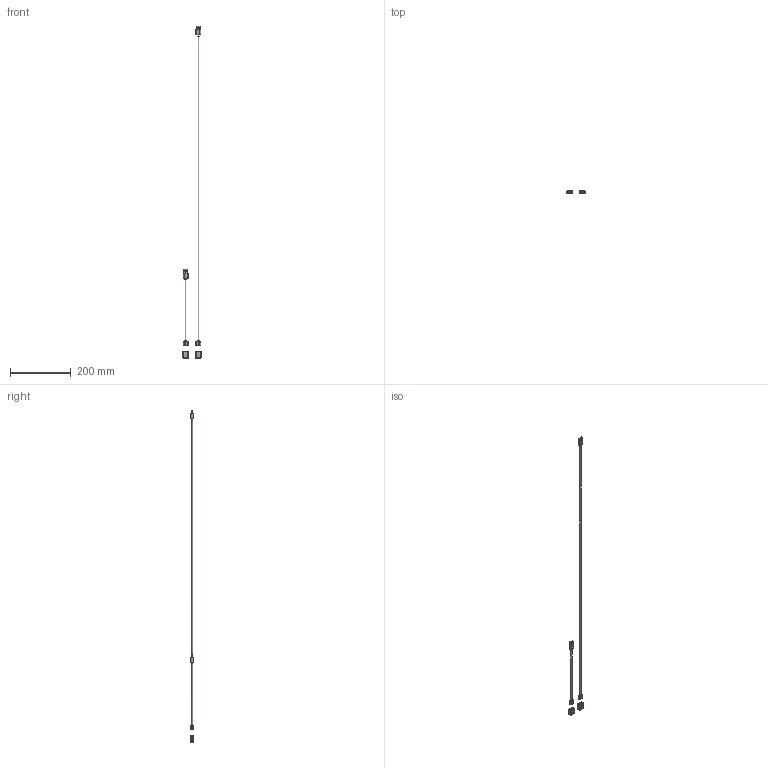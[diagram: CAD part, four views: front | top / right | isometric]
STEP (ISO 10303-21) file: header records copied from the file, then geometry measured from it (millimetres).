
FILE_DESCRIPTION(/* description */ (''),/* implementation_level */ '2;1');
FILE_NAME(/* name */ '4Pin 2.54mmPH runway male_female magnetic connector with USB-Female adapter.stp',/* time_stamp */ '2021-05-26T15:33:21+08:00',/* author */ (''),/* organization */ (''),/* preprocessor_version */ 'ST-DEVELOPER v16.7',/* originating_system */ 'SIEMENS PLM Software NX 12.0',/* authorisation */ '');
FILE_SCHEMA (('AP203_CONFIGURATION_CONTROLLED_3D_DESIGN_OF_MECHANICAL_PARTS_AND_ASSEMBLIES_MIM_LF { 1 0 10303 403 2 1 2}'));
Products named in the file (16): Out mold; In mold; usb_20_step; overmold; Housing (2); MAGNET; 50u_ PIN (6) (4); Housing - 2; MAGNET - 2; pogo pin; Cable2; Cable1; female connector; overmold-KEY 2; male connector; 4Pin 2.54mmPH runway male_female magnetic connector_20200730__线端_
母端_stp_stp
Assembly tree (23 placements, depth 4):
  4Pin 2.54mmPH runway male_female magnetic connector_20200730__线端_
母端_stp_stp
    male connector  x2
      pogo pin
      MAGNET - 2
      Housing - 2
      overmold-KEY 2
        In mold
        Out mold
    female connector  x2
      50u_ PIN (6) (4)
      MAGNET
      Housing (2)
      overmold
      usb_20_step
    Cable1
    Cable2
Bounding box: 59.7 x 9.34 x 1091.21 mm (x, y, z)
Volume: 24103.2 mm3; surface area: 36415.2 mm2
Topology: 58 solids, 60 shells, 3028 faces, 8016 edges, 5202 vertices
Faces by surface type: plane 1496, cylinder 1174, torus 234, cone 60, sphere 48, bspline 16
Full cylindrical faces by diameter (mm): 0.5 x12, 0.6 x8, 0.9 x24, 1.1 x8, 1.5 x16, 1.8 x16, 2 x2, 3 x2, 3.5 x2, 5 x2
Entity records: 70272 total; most frequent: CARTESIAN_POINT 11750, DIRECTION 10212, ORIENTED_EDGE 10048, EDGE_CURVE 5026, AXIS2_PLACEMENT_3D 3505, VERTEX_POINT 3267, LINE 3202, VECTOR 3202
